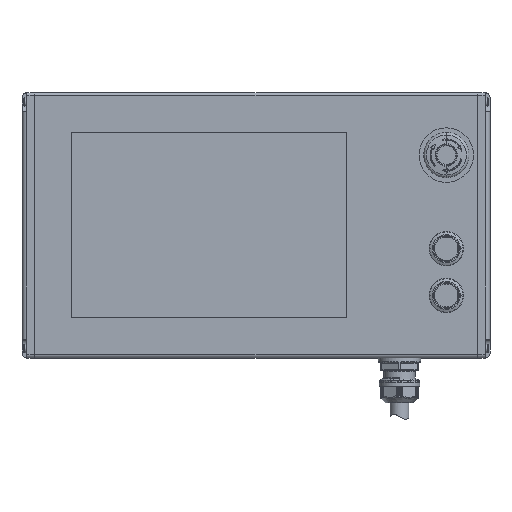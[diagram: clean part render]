
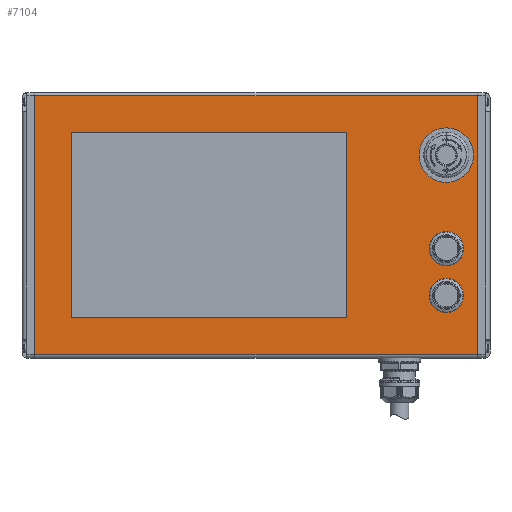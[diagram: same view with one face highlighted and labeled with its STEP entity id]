
A CAD part, top view. The second image highlights one B-rep face of the part: STEP entity #7104.
In plain terms, the highlighted planar face has unit normal (0, 0, 1).
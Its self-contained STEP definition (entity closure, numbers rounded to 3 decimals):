
#63 = VERTEX_POINT ( 'NONE', #18200 ) ;
#353 = VECTOR ( 'NONE', #9306, 1000. ) ;
#401 = FACE_BOUND ( 'NONE', #35285, .T. ) ;
#790 = EDGE_CURVE ( 'NONE', #11654, #18542, #15293, .T. ) ;
#895 = CARTESIAN_POINT ( 'NONE',  ( -141.9, 83., 25. ) ) ;
#1041 = EDGE_CURVE ( 'NONE', #29455, #2882, #7300, .T. ) ;
#1444 = ORIENTED_EDGE ( 'NONE', *, *, #26847, .F. ) ;
#1789 = ORIENTED_EDGE ( 'NONE', *, *, #9540, .F. ) ;
#1812 = DIRECTION ( 'NONE',  ( 0., 0., 1. ) ) ;
#1813 = AXIS2_PLACEMENT_3D ( 'NONE', #31049, #36379, #21792 ) ;
#1840 = VECTOR ( 'NONE', #12443, 1000. ) ;
#1911 = EDGE_CURVE ( 'NONE', #26856, #11654, #23739, .T. ) ;
#2405 = CARTESIAN_POINT ( 'NONE',  ( 58.3, 59.3, 25. ) ) ;
#2629 = CARTESIAN_POINT ( 'NONE',  ( 122., 45., 25. ) ) ;
#2799 = LINE ( 'NONE', #14345, #9465 ) ;
#2882 = VERTEX_POINT ( 'NONE', #9532 ) ;
#2896 = DIRECTION ( 'NONE',  ( -1., 0., 0. ) ) ;
#3014 = LINE ( 'NONE', #12287, #31135 ) ;
#3410 = VERTEX_POINT ( 'NONE', #6851 ) ;
#3663 = VECTOR ( 'NONE', #2896, 1000. ) ;
#3852 = CARTESIAN_POINT ( 'NONE',  ( 122., -45., 25. ) ) ;
#3960 = CARTESIAN_POINT ( 'NONE',  ( -141.9, 83., 25. ) ) ;
#4089 = VERTEX_POINT ( 'NONE', #20779 ) ;
#5043 = ORIENTED_EDGE ( 'NONE', *, *, #1911, .T. ) ;
#6164 = VERTEX_POINT ( 'NONE', #32335 ) ;
#6466 = PLANE ( 'NONE',  #17805 ) ;
#6851 = CARTESIAN_POINT ( 'NONE',  ( 122., -56., 25. ) ) ;
#7012 = CIRCLE ( 'NONE', #9442, 17.5 ) ;
#7104 = ADVANCED_FACE ( 'NONE', ( #401, #15543, #11766, #12333, #32228 ), #6466, .F. ) ;
#7134 = VERTEX_POINT ( 'NONE', #8927 ) ;
#7300 = CIRCLE ( 'NONE', #12733, 17.5 ) ;
#7518 = EDGE_CURVE ( 'NONE', #21273, #18542, #3014, .T. ) ;
#8927 = CARTESIAN_POINT ( 'NONE',  ( 122., -34., 25. ) ) ;
#9066 = EDGE_CURVE ( 'NONE', #7134, #3410, #14826, .T. ) ;
#9098 = ORIENTED_EDGE ( 'NONE', *, *, #9066, .F. ) ;
#9234 = DIRECTION ( 'NONE',  ( 0., 1., 0. ) ) ;
#9306 = DIRECTION ( 'NONE',  ( 0., -1., 0. ) ) ;
#9442 = AXIS2_PLACEMENT_3D ( 'NONE', #2629, #12284, #18348 ) ;
#9465 = VECTOR ( 'NONE', #25926, 1000. ) ;
#9532 = CARTESIAN_POINT ( 'NONE',  ( 104.5, 45., 25. ) ) ;
#9540 = EDGE_CURVE ( 'NONE', #63, #6164, #30135, .T. ) ;
#9631 = CIRCLE ( 'NONE', #16277, 11. ) ;
#9863 = EDGE_CURVE ( 'NONE', #2882, #29455, #7012, .T. ) ;
#10339 = CARTESIAN_POINT ( 'NONE',  ( 122., -26., 25. ) ) ;
#10546 = CARTESIAN_POINT ( 'NONE',  ( 139.5, 45., 25. ) ) ;
#10873 = CIRCLE ( 'NONE', #1813, 11. ) ;
#10990 = DIRECTION ( 'NONE',  ( 0., 0., 1. ) ) ;
#11654 = VERTEX_POINT ( 'NONE', #3960 ) ;
#11766 = FACE_BOUND ( 'NONE', #13089, .T. ) ;
#12084 = ORIENTED_EDGE ( 'NONE', *, *, #12767, .T. ) ;
#12284 = DIRECTION ( 'NONE',  ( 0., 0., 1. ) ) ;
#12287 = CARTESIAN_POINT ( 'NONE',  ( 142., -83., 25. ) ) ;
#12333 = FACE_BOUND ( 'NONE', #31273, .T. ) ;
#12443 = DIRECTION ( 'NONE',  ( 0., -1., 0. ) ) ;
#12509 = CARTESIAN_POINT ( 'NONE',  ( -118.3, 59.3, 25. ) ) ;
#12682 = CIRCLE ( 'NONE', #17521, 11. ) ;
#12733 = AXIS2_PLACEMENT_3D ( 'NONE', #19249, #16423, #17903 ) ;
#12767 = EDGE_CURVE ( 'NONE', #21273, #26856, #15757, .T. ) ;
#13089 = EDGE_LOOP ( 'NONE', ( #37423, #19241 ) ) ;
#13709 = CARTESIAN_POINT ( 'NONE',  ( 122., -45., 25. ) ) ;
#14345 = CARTESIAN_POINT ( 'NONE',  ( 58.3, -59.3, 25. ) ) ;
#14826 = CIRCLE ( 'NONE', #25125, 11. ) ;
#15100 = CARTESIAN_POINT ( 'NONE',  ( 58.3, 59.3, 25. ) ) ;
#15130 = DIRECTION ( 'NONE',  ( -1., 0., 0. ) ) ;
#15280 = EDGE_LOOP ( 'NONE', ( #5043, #28139, #23697, #12084 ) ) ;
#15293 = LINE ( 'NONE', #895, #1840 ) ;
#15543 = FACE_BOUND ( 'NONE', #21380, .T. ) ;
#15757 = LINE ( 'NONE', #29964, #36755 ) ;
#16277 = AXIS2_PLACEMENT_3D ( 'NONE', #13709, #1812, #30980 ) ;
#16423 = DIRECTION ( 'NONE',  ( 0., 0., 1. ) ) ;
#17051 = CARTESIAN_POINT ( 'NONE',  ( 122., -15., 25. ) ) ;
#17169 = LINE ( 'NONE', #2405, #23980 ) ;
#17447 = EDGE_CURVE ( 'NONE', #3410, #7134, #9631, .T. ) ;
#17521 = AXIS2_PLACEMENT_3D ( 'NONE', #17051, #10990, #19879 ) ;
#17684 = CARTESIAN_POINT ( 'NONE',  ( 142., 83., 25. ) ) ;
#17805 = AXIS2_PLACEMENT_3D ( 'NONE', #26749, #23314, #34881 ) ;
#17903 = DIRECTION ( 'NONE',  ( -1., 0., 0. ) ) ;
#18133 = ORIENTED_EDGE ( 'NONE', *, *, #9863, .F. ) ;
#18200 = CARTESIAN_POINT ( 'NONE',  ( -118.3, 59.3, 25. ) ) ;
#18348 = DIRECTION ( 'NONE',  ( -1., 0., 0. ) ) ;
#18413 = EDGE_CURVE ( 'NONE', #4089, #19346, #12682, .T. ) ;
#18542 = VERTEX_POINT ( 'NONE', #34832 ) ;
#19241 = ORIENTED_EDGE ( 'NONE', *, *, #18413, .F. ) ;
#19249 = CARTESIAN_POINT ( 'NONE',  ( 122., 45., 25. ) ) ;
#19346 = VERTEX_POINT ( 'NONE', #10339 ) ;
#19712 = VERTEX_POINT ( 'NONE', #35486 ) ;
#19879 = DIRECTION ( 'NONE',  ( -1., 0., 0. ) ) ;
#20409 = LINE ( 'NONE', #15100, #30771 ) ;
#20779 = CARTESIAN_POINT ( 'NONE',  ( 122., -4., 25. ) ) ;
#21273 = VERTEX_POINT ( 'NONE', #30846 ) ;
#21380 = EDGE_LOOP ( 'NONE', ( #21923, #9098 ) ) ;
#21792 = DIRECTION ( 'NONE',  ( -1., 0., 0. ) ) ;
#21923 = ORIENTED_EDGE ( 'NONE', *, *, #17447, .F. ) ;
#23314 = DIRECTION ( 'NONE',  ( 0., 0., -1. ) ) ;
#23697 = ORIENTED_EDGE ( 'NONE', *, *, #7518, .F. ) ;
#23739 = LINE ( 'NONE', #17684, #3663 ) ;
#23980 = VECTOR ( 'NONE', #25522, 1000. ) ;
#24174 = EDGE_CURVE ( 'NONE', #19712, #36361, #20409, .T. ) ;
#25125 = AXIS2_PLACEMENT_3D ( 'NONE', #3852, #27523, #36055 ) ;
#25380 = EDGE_CURVE ( 'NONE', #19346, #4089, #10873, .T. ) ;
#25522 = DIRECTION ( 'NONE',  ( -1., 0., 0. ) ) ;
#25926 = DIRECTION ( 'NONE',  ( 1., 0., 0. ) ) ;
#26747 = EDGE_CURVE ( 'NONE', #6164, #19712, #2799, .T. ) ;
#26749 = CARTESIAN_POINT ( 'NONE',  ( 142., 83., 25. ) ) ;
#26847 = EDGE_CURVE ( 'NONE', #36361, #63, #17169, .T. ) ;
#26856 = VERTEX_POINT ( 'NONE', #34418 ) ;
#27523 = DIRECTION ( 'NONE',  ( 0., 0., 1. ) ) ;
#27945 = ORIENTED_EDGE ( 'NONE', *, *, #26747, .F. ) ;
#28139 = ORIENTED_EDGE ( 'NONE', *, *, #790, .T. ) ;
#29455 = VERTEX_POINT ( 'NONE', #10546 ) ;
#29964 = CARTESIAN_POINT ( 'NONE',  ( 141.9, 83., 25. ) ) ;
#30135 = LINE ( 'NONE', #12509, #353 ) ;
#30771 = VECTOR ( 'NONE', #9234, 1000. ) ;
#30846 = CARTESIAN_POINT ( 'NONE',  ( 141.9, -83., 25. ) ) ;
#30980 = DIRECTION ( 'NONE',  ( -1., 0., 0. ) ) ;
#31049 = CARTESIAN_POINT ( 'NONE',  ( 122., -15., 25. ) ) ;
#31135 = VECTOR ( 'NONE', #15130, 1000. ) ;
#31273 = EDGE_LOOP ( 'NONE', ( #1444, #35770, #27945, #1789 ) ) ;
#32228 = FACE_OUTER_BOUND ( 'NONE', #15280, .T. ) ;
#32335 = CARTESIAN_POINT ( 'NONE',  ( -118.3, -59.3, 25. ) ) ;
#32986 = DIRECTION ( 'NONE',  ( 0., 1., 0. ) ) ;
#34418 = CARTESIAN_POINT ( 'NONE',  ( 141.9, 83., 25. ) ) ;
#34831 = CARTESIAN_POINT ( 'NONE',  ( 58.3, 59.3, 25. ) ) ;
#34832 = CARTESIAN_POINT ( 'NONE',  ( -141.9, -83., 25. ) ) ;
#34881 = DIRECTION ( 'NONE',  ( -1., 0., 0. ) ) ;
#35202 = ORIENTED_EDGE ( 'NONE', *, *, #1041, .F. ) ;
#35285 = EDGE_LOOP ( 'NONE', ( #18133, #35202 ) ) ;
#35486 = CARTESIAN_POINT ( 'NONE',  ( 58.3, -59.3, 25. ) ) ;
#35770 = ORIENTED_EDGE ( 'NONE', *, *, #24174, .F. ) ;
#36055 = DIRECTION ( 'NONE',  ( -1., 0., 0. ) ) ;
#36361 = VERTEX_POINT ( 'NONE', #34831 ) ;
#36379 = DIRECTION ( 'NONE',  ( 0., 0., 1. ) ) ;
#36755 = VECTOR ( 'NONE', #32986, 1000. ) ;
#37423 = ORIENTED_EDGE ( 'NONE', *, *, #25380, .F. ) ;
